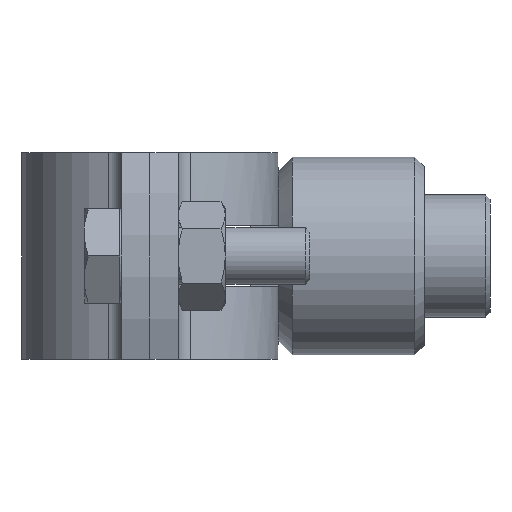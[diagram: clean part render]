
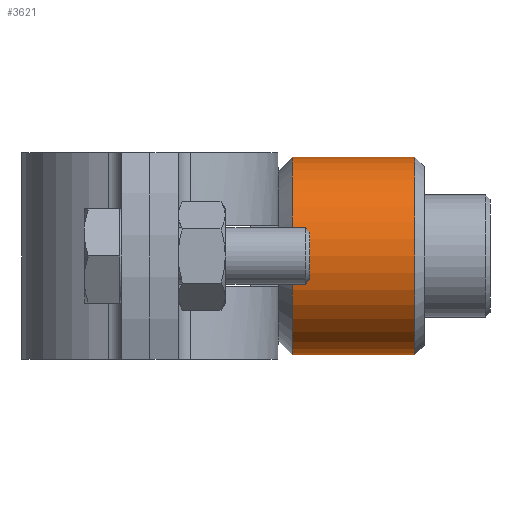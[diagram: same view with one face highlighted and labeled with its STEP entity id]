
A CAD part, left-side view. The second image highlights one B-rep face of the part: STEP entity #3621.
In plain terms, the highlighted cylindrical face has radius 10.5 mm (diameter 21 mm), a partial arc.
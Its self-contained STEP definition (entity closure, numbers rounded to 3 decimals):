
#17 = DIRECTION ( 'NONE',  ( 0., -1., 0. ) ) ;
#204 = VERTEX_POINT ( 'NONE', #1935 ) ;
#278 = CARTESIAN_POINT ( 'NONE',  ( 0., -15.15, 10.5 ) ) ;
#310 = AXIS2_PLACEMENT_3D ( 'NONE', #3746, #2032, #746 ) ;
#359 = ORIENTED_EDGE ( 'NONE', *, *, #1939, .F. ) ;
#541 = EDGE_CURVE ( 'NONE', #204, #2262, #1472, .T. ) ;
#680 = CARTESIAN_POINT ( 'NONE',  ( 0., -28.15, 10.5 ) ) ;
#746 = DIRECTION ( 'NONE',  ( 0., 0., 1. ) ) ;
#906 = LINE ( 'NONE', #3564, #2680 ) ;
#1353 = DIRECTION ( 'NONE',  ( 0., 0., -1. ) ) ;
#1401 = DIRECTION ( 'NONE',  ( 0., 1., 0. ) ) ;
#1407 = CIRCLE ( 'NONE', #310, 10.5 ) ;
#1472 = LINE ( 'NONE', #4210, #1697 ) ;
#1477 = ORIENTED_EDGE ( 'NONE', *, *, #3868, .T. ) ;
#1697 = VECTOR ( 'NONE', #2802, 1000. ) ;
#1703 = EDGE_CURVE ( 'NONE', #2262, #3220, #2674, .T. ) ;
#1783 = DIRECTION ( 'NONE',  ( 0., 0., 1. ) ) ;
#1828 = ORIENTED_EDGE ( 'NONE', *, *, #1703, .T. ) ;
#1935 = CARTESIAN_POINT ( 'NONE',  ( 0., -15.15, -10.5 ) ) ;
#1939 = EDGE_CURVE ( 'NONE', #2367, #3220, #906, .T. ) ;
#1987 = CARTESIAN_POINT ( 'NONE',  ( 0., -44.769, 0. ) ) ;
#2032 = DIRECTION ( 'NONE',  ( 0., -1., 0. ) ) ;
#2262 = VERTEX_POINT ( 'NONE', #3909 ) ;
#2367 = VERTEX_POINT ( 'NONE', #278 ) ;
#2674 = CIRCLE ( 'NONE', #2882, 10.5 ) ;
#2680 = VECTOR ( 'NONE', #3235, 1000. ) ;
#2729 = AXIS2_PLACEMENT_3D ( 'NONE', #1987, #17, #1353 ) ;
#2802 = DIRECTION ( 'NONE',  ( 0., -1., 0. ) ) ;
#2882 = AXIS2_PLACEMENT_3D ( 'NONE', #3482, #1401, #1783 ) ;
#3037 = CYLINDRICAL_SURFACE ( 'NONE', #2729, 10.5 ) ;
#3220 = VERTEX_POINT ( 'NONE', #680 ) ;
#3235 = DIRECTION ( 'NONE',  ( 0., -1., 0. ) ) ;
#3482 = CARTESIAN_POINT ( 'NONE',  ( 0., -28.15, 0. ) ) ;
#3564 = CARTESIAN_POINT ( 'NONE',  ( 0., -44.769, 10.5 ) ) ;
#3621 = ADVANCED_FACE ( 'NONE', ( #3981 ), #3037, .T. ) ;
#3704 = EDGE_LOOP ( 'NONE', ( #359, #1477, #4253, #1828 ) ) ;
#3746 = CARTESIAN_POINT ( 'NONE',  ( 0., -15.15, 0. ) ) ;
#3868 = EDGE_CURVE ( 'NONE', #2367, #204, #1407, .T. ) ;
#3909 = CARTESIAN_POINT ( 'NONE',  ( 0., -28.15, -10.5 ) ) ;
#3981 = FACE_OUTER_BOUND ( 'NONE', #3704, .T. ) ;
#4210 = CARTESIAN_POINT ( 'NONE',  ( 0., -44.769, -10.5 ) ) ;
#4253 = ORIENTED_EDGE ( 'NONE', *, *, #541, .T. ) ;
